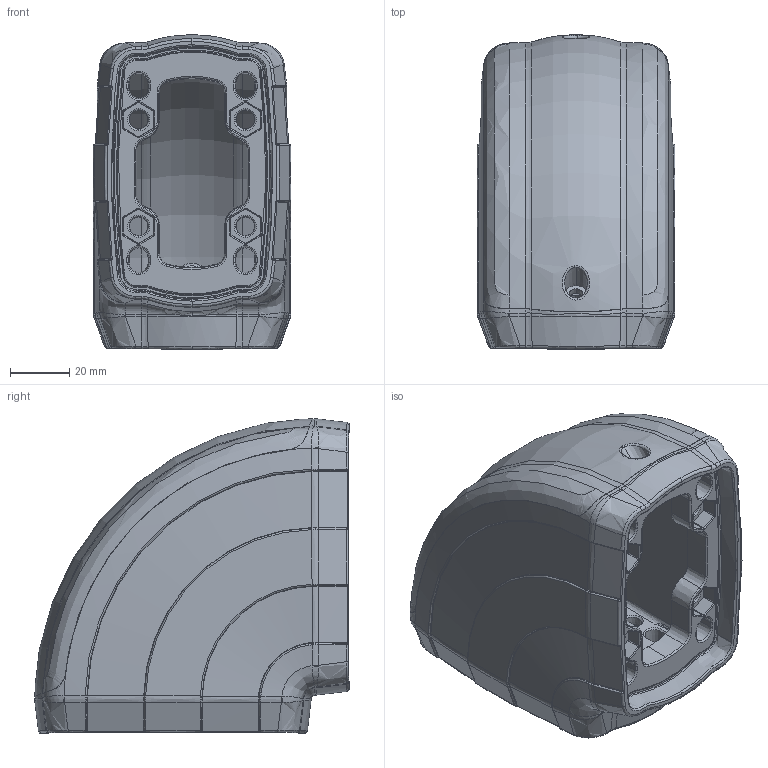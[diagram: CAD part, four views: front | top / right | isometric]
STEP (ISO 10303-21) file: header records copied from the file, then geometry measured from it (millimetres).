
FILE_DESCRIPTION (( 'STEP AP203' ), '1' );
FILE_NAME ('TK060.420.STEP', '2016-04-13T06:48:09', ( '' ), ( '' ), 'SwSTEP 2.0', 'SolidWorks 2013', '' );
FILE_SCHEMA (( 'CONFIG_CONTROL_DESIGN' ));
Length unit declared in the file: millimetre
Products named in the file (1): TK060.420
Bounding box: 66.81 x 106.32 x 106.32 mm (x, y, z)
Volume: 181361.8 mm3; surface area: 70499.1 mm2
Topology: 2 solids, 2 shells, 1337 faces, 3339 edges, 1959 vertices
Faces by surface type: bspline 730, cylinder 188, cone 159, plane 134, torus 126
Entity records: 68812 total; most frequent: CARTESIAN_POINT 43005, ORIENTED_EDGE 6558, DIRECTION 3872, EDGE_CURVE 3279, VERTEX_POINT 1960, AXIS2_PLACEMENT_3D 1594, EDGE_LOOP 1391, FACE_OUTER_BOUND 1337
